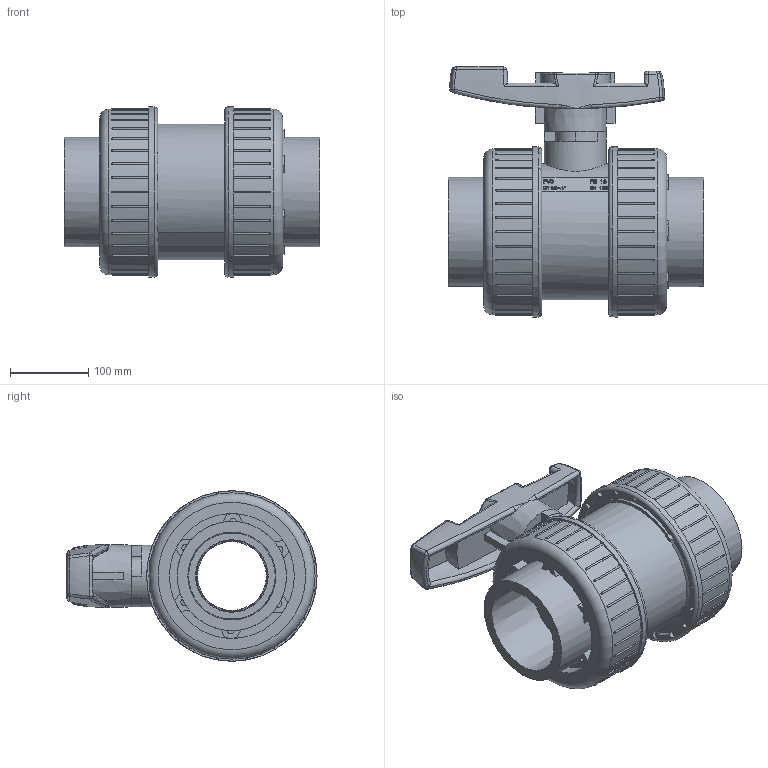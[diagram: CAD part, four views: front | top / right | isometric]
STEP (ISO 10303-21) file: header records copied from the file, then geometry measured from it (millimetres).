
FILE_DESCRIPTION(/* description */ (''),/* implementation_level */ '2;1');
FILE_NAME(/* name */ '110双由令球阀(黑）.stp',/* time_stamp */ '2024-11-09T11:10:04+08:00',/* author */ (''),/* organization */ (''),/* preprocessor_version */ 'ST-DEVELOPER v16',/* originating_system */ 'SIEMENS PLM Software NX 10.0',/* authorisation */ '');
FILE_SCHEMA (('AUTOMOTIVE_DESIGN { 1 0 10303 214 3 1 1 1 }'));
Products named in the file (1): gelv0FF88864nqd6
Bounding box: 326.89 x 320.16 x 218.08 mm (x, y, z)
Volume: 6328132 mm3; surface area: 1083901 mm2
Topology: 16 solids, 16 shells, 1100 faces, 3085 edges, 1994 vertices
Faces by surface type: plane 565, cylinder 225, extrusion 98, sphere 85, bspline 66, torus 54, cone 7
Full cylindrical faces by diameter (mm): 4.59 x1, 6.12 x1, 39.44 x4, 48.72 x3, 51.04 x1, 53.36 x2, 58 x1, 79.196 x1, 88.16 x1, 90.48 x2, 92.8 x4, 104.864 x3, 106.72 x1, 109.04 x3, 117.392 x3, 118.32 x1, 128.76 x1, 130.245 x3, 137.808 x3, 140 x2, 142.68 x1, 150.8 x1, 153.12 x2, 154.048 x1, 160 x2, 167.968 x2, 197.2 x2, 212.28 x2, 218.08 x2
Entity records: 48679 total; most frequent: CARTESIAN_POINT 22887, ORIENTED_EDGE 5562, DIRECTION 4771, EDGE_CURVE 2781, VERTEX_POINT 1877, AXIS2_PLACEMENT_3D 1763, EDGE_LOOP 1294, VECTOR 1245
